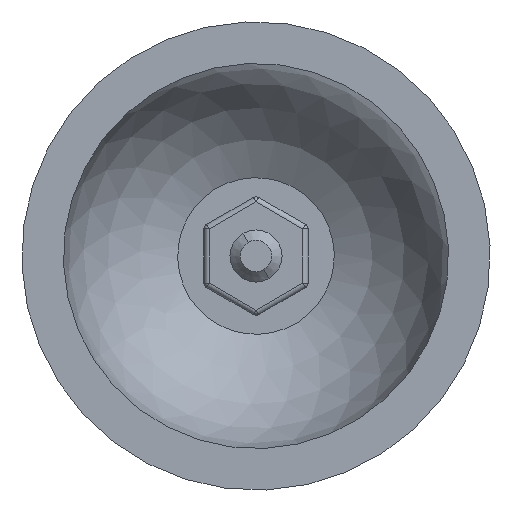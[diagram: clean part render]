
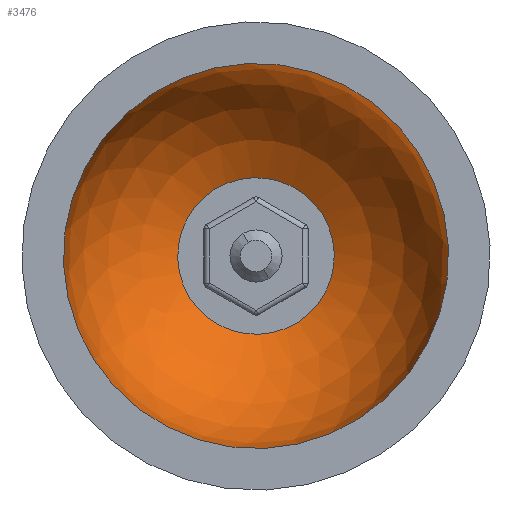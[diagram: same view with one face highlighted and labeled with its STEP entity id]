
A CAD part, front view. The second image highlights one B-rep face of the part: STEP entity #3476.
In plain terms, the highlighted spherical face has radius 18.5 mm.
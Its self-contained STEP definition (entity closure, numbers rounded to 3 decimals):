
#33 = EDGE_CURVE ( 'NONE', #3129, #734, #204, .T. ) ;
#84 = AXIS2_PLACEMENT_3D ( 'NONE', #1435, #1888, #3283 ) ;
#160 = CARTESIAN_POINT ( 'NONE',  ( 0., 0., 0. ) ) ;
#204 = CIRCLE ( 'NONE', #964, 7.526 ) ;
#252 = CARTESIAN_POINT ( 'NONE',  ( 0., 0., 18.5 ) ) ;
#280 = DIRECTION ( 'NONE',  ( 1., 0., 0. ) ) ;
#345 = DIRECTION ( 'NONE',  ( 0., 1., 0. ) ) ;
#611 = DIRECTION ( 'NONE',  ( 1., 0., 0. ) ) ;
#649 = ORIENTED_EDGE ( 'NONE', *, *, #2194, .F. ) ;
#734 = VERTEX_POINT ( 'NONE', #2469 ) ;
#964 = AXIS2_PLACEMENT_3D ( 'NONE', #3337, #1400, #611 ) ;
#1117 = CIRCLE ( 'NONE', #84, 18.5 ) ;
#1299 = ORIENTED_EDGE ( 'NONE', *, *, #2145, .F. ) ;
#1327 = EDGE_LOOP ( 'NONE', ( #1645, #649 ) ) ;
#1400 = DIRECTION ( 'NONE',  ( 0., 1., 0. ) ) ;
#1435 = CARTESIAN_POINT ( 'NONE',  ( 0., 0., 0. ) ) ;
#1444 = SPHERICAL_SURFACE ( 'NONE', #3496, 18.5 ) ;
#1521 = CIRCLE ( 'NONE', #2386, 18.5 ) ;
#1626 = DIRECTION ( 'NONE',  ( 1., 0., 0. ) ) ;
#1645 = ORIENTED_EDGE ( 'NONE', *, *, #3243, .F. ) ;
#1769 = CIRCLE ( 'NONE', #1880, 7.526 ) ;
#1880 = AXIS2_PLACEMENT_3D ( 'NONE', #3555, #345, #1626 ) ;
#1888 = DIRECTION ( 'NONE',  ( 0., -1., 0. ) ) ;
#2145 = EDGE_CURVE ( 'NONE', #734, #3129, #1769, .T. ) ;
#2194 = EDGE_CURVE ( 'NONE', #2438, #2947, #1117, .T. ) ;
#2353 = ORIENTED_EDGE ( 'NONE', *, *, #33, .F. ) ;
#2386 = AXIS2_PLACEMENT_3D ( 'NONE', #160, #2915, #3508 ) ;
#2438 = VERTEX_POINT ( 'NONE', #3224 ) ;
#2469 = CARTESIAN_POINT ( 'NONE',  ( 7.526, -16.9, 0. ) ) ;
#2501 = EDGE_LOOP ( 'NONE', ( #1299, #2353 ) ) ;
#2822 = FACE_OUTER_BOUND ( 'NONE', #1327, .T. ) ;
#2843 = CARTESIAN_POINT ( 'NONE',  ( -7.526, -16.9, 0. ) ) ;
#2915 = DIRECTION ( 'NONE',  ( 0., -1., 0. ) ) ;
#2947 = VERTEX_POINT ( 'NONE', #252 ) ;
#3104 = FACE_BOUND ( 'NONE', #2501, .T. ) ;
#3129 = VERTEX_POINT ( 'NONE', #2843 ) ;
#3136 = DIRECTION ( 'NONE',  ( 0., 1., 0. ) ) ;
#3224 = CARTESIAN_POINT ( 'NONE',  ( 0., 0., -18.5 ) ) ;
#3243 = EDGE_CURVE ( 'NONE', #2947, #2438, #1521, .T. ) ;
#3283 = DIRECTION ( 'NONE',  ( 0., 0., 1. ) ) ;
#3337 = CARTESIAN_POINT ( 'NONE',  ( 0., -16.9, 0. ) ) ;
#3396 = CARTESIAN_POINT ( 'NONE',  ( 0., 0., 0. ) ) ;
#3476 = ADVANCED_FACE ( 'NONE', ( #2822, #3104 ), #1444, .F. ) ;
#3496 = AXIS2_PLACEMENT_3D ( 'NONE', #3396, #3136, #280 ) ;
#3508 = DIRECTION ( 'NONE',  ( 0., 0., 1. ) ) ;
#3555 = CARTESIAN_POINT ( 'NONE',  ( 0., -16.9, 0. ) ) ;
